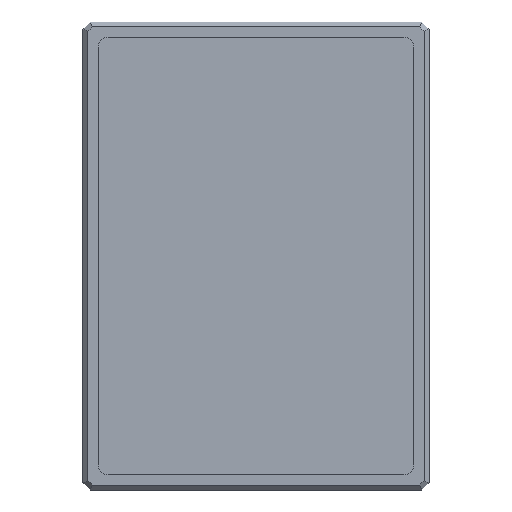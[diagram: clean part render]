
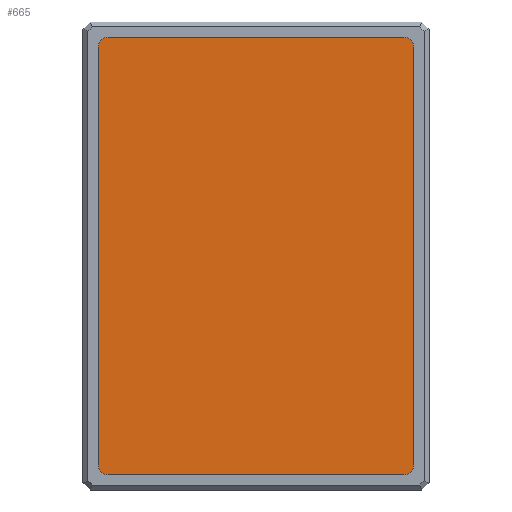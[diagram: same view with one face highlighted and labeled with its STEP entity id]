
A CAD part, top view. The second image highlights one B-rep face of the part: STEP entity #665.
In plain terms, the highlighted planar face has unit normal (0, 0, 1).
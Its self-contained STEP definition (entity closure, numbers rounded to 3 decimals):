
#2 = AXIS2_PLACEMENT_3D ( 'NONE', #307, #556, #432 ) ;
#17 = VERTEX_POINT ( 'NONE', #152 ) ;
#21 = CARTESIAN_POINT ( 'NONE',  ( 96.362, 142.4, 3.175 ) ) ;
#31 = CARTESIAN_POINT ( 'NONE',  ( 102.712, -136.05, 3.175 ) ) ;
#36 = FACE_OUTER_BOUND ( 'NONE', #180, .T. ) ;
#37 = VERTEX_POINT ( 'NONE', #475 ) ;
#47 = ORIENTED_EDGE ( 'NONE', *, *, #284, .T. ) ;
#51 = ORIENTED_EDGE ( 'NONE', *, *, #607, .T. ) ;
#53 = VECTOR ( 'NONE', #429, 1000. ) ;
#55 = ORIENTED_EDGE ( 'NONE', *, *, #256, .T. ) ;
#78 = EDGE_CURVE ( 'NONE', #400, #819, #522, .T. ) ;
#147 = LINE ( 'NONE', #273, #195 ) ;
#152 = CARTESIAN_POINT ( 'NONE',  ( -96.363, -142.4, 3.175 ) ) ;
#170 = LINE ( 'NONE', #236, #53 ) ;
#180 = EDGE_LOOP ( 'NONE', ( #47, #575, #214, #223, #55, #329, #472, #51 ) ) ;
#186 = CIRCLE ( 'NONE', #334, 6.35 ) ;
#195 = VECTOR ( 'NONE', #521, 1000. ) ;
#214 = ORIENTED_EDGE ( 'NONE', *, *, #604, .T. ) ;
#223 = ORIENTED_EDGE ( 'NONE', *, *, #78, .T. ) ;
#236 = CARTESIAN_POINT ( 'NONE',  ( 96.362, 142.4, 3.175 ) ) ;
#254 = CIRCLE ( 'NONE', #405, 6.35 ) ;
#256 = EDGE_CURVE ( 'NONE', #819, #437, #434, .T. ) ;
#273 = CARTESIAN_POINT ( 'NONE',  ( 96.362, -142.4, 3.175 ) ) ;
#276 = LINE ( 'NONE', #340, #435 ) ;
#282 = CIRCLE ( 'NONE', #716, 6.35 ) ;
#284 = EDGE_CURVE ( 'NONE', #416, #17, #282, .T. ) ;
#307 = CARTESIAN_POINT ( 'NONE',  ( 96.362, 136.05, 3.175 ) ) ;
#317 = VECTOR ( 'NONE', #781, 1000. ) ;
#329 = ORIENTED_EDGE ( 'NONE', *, *, #750, .T. ) ;
#333 = CARTESIAN_POINT ( 'NONE',  ( -96.362, 136.05, 3.175 ) ) ;
#334 = AXIS2_PLACEMENT_3D ( 'NONE', #398, #352, #664 ) ;
#340 = CARTESIAN_POINT ( 'NONE',  ( -102.713, -136.05, 3.175 ) ) ;
#341 = CARTESIAN_POINT ( 'NONE',  ( -102.713, -136.05, 3.175 ) ) ;
#352 = DIRECTION ( 'NONE',  ( 0., 0., 1. ) ) ;
#389 = EDGE_CURVE ( 'NONE', #736, #37, #254, .T. ) ;
#394 = AXIS2_PLACEMENT_3D ( 'NONE', #407, #718, #777 ) ;
#396 = EDGE_CURVE ( 'NONE', #17, #490, #147, .T. ) ;
#398 = CARTESIAN_POINT ( 'NONE',  ( 96.362, -136.05, 3.175 ) ) ;
#400 = VERTEX_POINT ( 'NONE', #466 ) ;
#405 = AXIS2_PLACEMENT_3D ( 'NONE', #333, #651, #518 ) ;
#407 = CARTESIAN_POINT ( 'NONE',  ( -96.363, -136.05, 3.175 ) ) ;
#416 = VERTEX_POINT ( 'NONE', #341 ) ;
#429 = DIRECTION ( 'NONE',  ( -1., 0., 0. ) ) ;
#432 = DIRECTION ( 'NONE',  ( 1., 0., 0. ) ) ;
#434 = CIRCLE ( 'NONE', #2, 6.35 ) ;
#435 = VECTOR ( 'NONE', #520, 1000. ) ;
#436 = CARTESIAN_POINT ( 'NONE',  ( -96.363, -136.05, 3.175 ) ) ;
#437 = VERTEX_POINT ( 'NONE', #21 ) ;
#446 = DIRECTION ( 'NONE',  ( -1., 0., 0. ) ) ;
#466 = CARTESIAN_POINT ( 'NONE',  ( 102.712, -136.05, 3.175 ) ) ;
#472 = ORIENTED_EDGE ( 'NONE', *, *, #389, .T. ) ;
#475 = CARTESIAN_POINT ( 'NONE',  ( -102.712, 136.05, 3.175 ) ) ;
#490 = VERTEX_POINT ( 'NONE', #642 ) ;
#513 = DIRECTION ( 'NONE',  ( 0., 0., 1. ) ) ;
#516 = CARTESIAN_POINT ( 'NONE',  ( 102.712, 136.05, 3.175 ) ) ;
#518 = DIRECTION ( 'NONE',  ( 1., 0., 0. ) ) ;
#520 = DIRECTION ( 'NONE',  ( 0., -1., 0. ) ) ;
#521 = DIRECTION ( 'NONE',  ( 1., 0., 0. ) ) ;
#522 = LINE ( 'NONE', #31, #317 ) ;
#556 = DIRECTION ( 'NONE',  ( 0., 0., 1. ) ) ;
#575 = ORIENTED_EDGE ( 'NONE', *, *, #396, .T. ) ;
#604 = EDGE_CURVE ( 'NONE', #490, #400, #186, .T. ) ;
#607 = EDGE_CURVE ( 'NONE', #37, #416, #276, .T. ) ;
#642 = CARTESIAN_POINT ( 'NONE',  ( 96.362, -142.4, 3.175 ) ) ;
#651 = DIRECTION ( 'NONE',  ( 0., 0., 1. ) ) ;
#664 = DIRECTION ( 'NONE',  ( 1., 0., 0. ) ) ;
#665 = ADVANCED_FACE ( 'NONE', ( #36 ), #783, .F. ) ;
#683 = CARTESIAN_POINT ( 'NONE',  ( -96.362, 142.4, 3.175 ) ) ;
#716 = AXIS2_PLACEMENT_3D ( 'NONE', #436, #513, #446 ) ;
#718 = DIRECTION ( 'NONE',  ( 0., 0., -1. ) ) ;
#736 = VERTEX_POINT ( 'NONE', #683 ) ;
#750 = EDGE_CURVE ( 'NONE', #437, #736, #170, .T. ) ;
#777 = DIRECTION ( 'NONE',  ( -1., 0., 0. ) ) ;
#781 = DIRECTION ( 'NONE',  ( 0., 1., 0. ) ) ;
#783 = PLANE ( 'NONE',  #394 ) ;
#819 = VERTEX_POINT ( 'NONE', #516 ) ;
